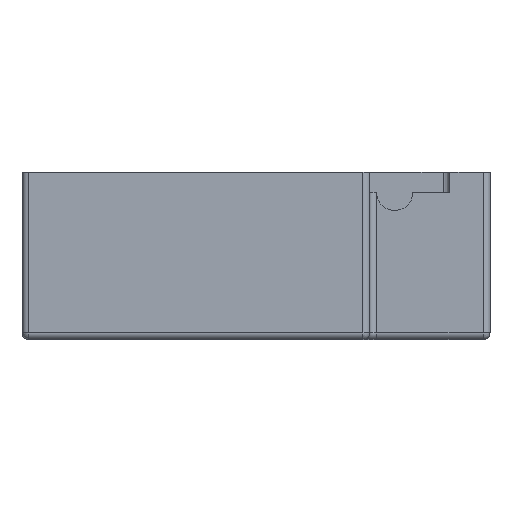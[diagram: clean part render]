
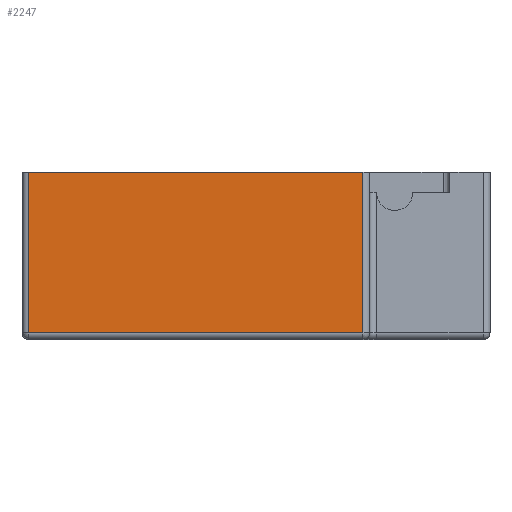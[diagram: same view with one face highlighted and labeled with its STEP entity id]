
A CAD part, left-side view. The second image highlights one B-rep face of the part: STEP entity #2247.
In plain terms, the highlighted planar face has unit normal (-1, 0, 0).
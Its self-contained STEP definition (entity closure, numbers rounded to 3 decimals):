
#405 = VERTEX_POINT('',#406);
#406 = CARTESIAN_POINT('',(-164.,25.,25.));
#413 = EDGE_CURVE('',#405,#414,#416,.T.);
#414 = VERTEX_POINT('',#415);
#415 = CARTESIAN_POINT('',(-164.,-25.,25.));
#416 = LINE('',#417,#418);
#417 = CARTESIAN_POINT('',(-164.,26.,25.));
#418 = VECTOR('',#419,1.);
#419 = DIRECTION('',(0.,-1.,0.));
#1913 = VERTEX_POINT('',#1914);
#1914 = CARTESIAN_POINT('',(-164.,-25.,1.));
#1957 = VERTEX_POINT('',#1958);
#1958 = CARTESIAN_POINT('',(-164.,25.,1.));
#1981 = EDGE_CURVE('',#1913,#1957,#1982,.T.);
#1982 = LINE('',#1983,#1984);
#1983 = CARTESIAN_POINT('',(-164.,-14.244,1.));
#1984 = VECTOR('',#1985,1.);
#1985 = DIRECTION('',(0.,1.,0.));
#2010 = EDGE_CURVE('',#1957,#405,#2011,.T.);
#2011 = LINE('',#2012,#2013);
#2012 = CARTESIAN_POINT('',(-164.,25.,0.));
#2013 = VECTOR('',#2014,1.);
#2014 = DIRECTION('',(0.,0.,1.));
#2069 = EDGE_CURVE('',#414,#1913,#2070,.T.);
#2070 = LINE('',#2071,#2072);
#2071 = CARTESIAN_POINT('',(-164.,-25.,0.));
#2072 = VECTOR('',#2073,1.);
#2073 = DIRECTION('',(0.,0.,-1.));
#2247 = ADVANCED_FACE('',(#2248),#2254,.T.);
#2248 = FACE_BOUND('',#2249,.T.);
#2249 = EDGE_LOOP('',(#2250,#2251,#2252,#2253));
#2250 = ORIENTED_EDGE('',*,*,#2010,.F.);
#2251 = ORIENTED_EDGE('',*,*,#1981,.F.);
#2252 = ORIENTED_EDGE('',*,*,#2069,.F.);
#2253 = ORIENTED_EDGE('',*,*,#413,.F.);
#2254 = PLANE('',#2255);
#2255 = AXIS2_PLACEMENT_3D('',#2256,#2257,#2258);
#2256 = CARTESIAN_POINT('',(-164.,-26.,0.));
#2257 = DIRECTION('',(-1.,0.,0.));
#2258 = DIRECTION('',(0.,0.,1.));
